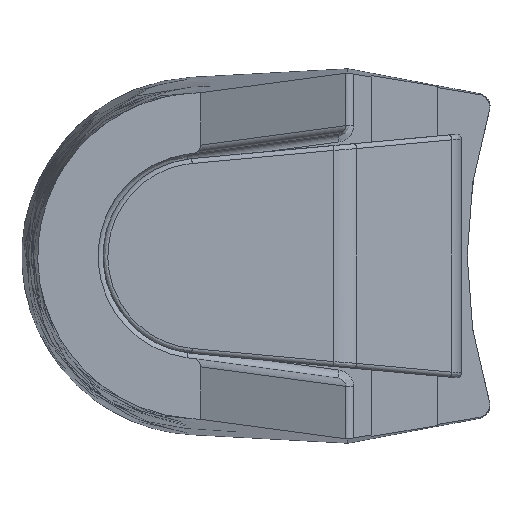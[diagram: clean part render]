
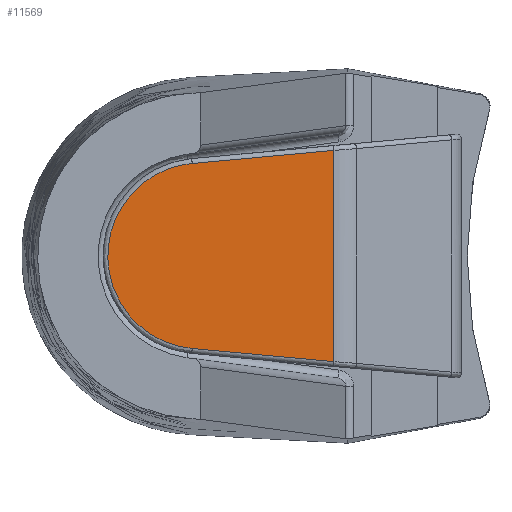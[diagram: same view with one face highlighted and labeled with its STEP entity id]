
A CAD part, front view. The second image highlights one B-rep face of the part: STEP entity #11569.
In plain terms, the highlighted planar face has unit normal (0, -1, 0).
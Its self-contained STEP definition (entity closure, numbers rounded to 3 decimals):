
#653 = CARTESIAN_POINT ( 'NONE',  ( -0.523, 0., 5.676 ) ) ;
#778 = CARTESIAN_POINT ( 'NONE',  ( -0.523, 0., 5.676 ) ) ;
#816 = VERTEX_POINT ( 'NONE', #10069 ) ;
#1162 = CARTESIAN_POINT ( 'NONE',  ( -0.523, 0., 5.676 ) ) ;
#1648 = CARTESIAN_POINT ( 'NONE',  ( 8.172, 0., 6.477 ) ) ;
#2309 = VERTEX_POINT ( 'NONE', #778 ) ;
#3421 = VERTEX_POINT ( 'NONE', #7431 ) ;
#3562 = PLANE ( 'NONE',  #13826 ) ;
#3612 = EDGE_CURVE ( 'NONE', #2309, #11388, #10128, .T. ) ;
#3952 = EDGE_LOOP ( 'NONE', ( #13071, #12421, #6049, #9545 ) ) ;
#4144 = CARTESIAN_POINT ( 'NONE',  ( 8.172, 0., 0. ) ) ;
#4234 = CARTESIAN_POINT ( 'NONE',  ( -10.074, 0., -4.796 ) ) ;
#4273 = DIRECTION ( 'NONE',  ( -0.996, 0., 0.092 ) ) ;
#5099 = DIRECTION ( 'NONE',  ( 0., 0., -1. ) ) ;
#6049 = ORIENTED_EDGE ( 'NONE', *, *, #10226, .F. ) ;
#7431 = CARTESIAN_POINT ( 'NONE',  ( 8.172, 0., -6.477 ) ) ;
#7455 = DIRECTION ( 'NONE',  ( 0.996, 0., 0.092 ) ) ;
#7688 = LINE ( 'NONE', #12114, #12874 ) ;
#8119 = CARTESIAN_POINT ( 'NONE',  ( 0., 0., 0. ) ) ;
#8253 = VECTOR ( 'NONE', #5099, 1000. ) ;
#8979 = FACE_OUTER_BOUND ( 'NONE', #3952, .T. ) ;
#9545 = ORIENTED_EDGE ( 'NONE', *, *, #11157, .F. ) ;
#10069 = CARTESIAN_POINT ( 'NONE',  ( -0.523, 0., -5.676 ) ) ;
#10128 = LINE ( 'NONE', #1162, #10908 ) ;
#10226 = EDGE_CURVE ( 'NONE', #3421, #816, #7688, .T. ) ;
#10302 = DIRECTION ( 'NONE',  ( 0., 0., 1. ) ) ;
#10797 = CARTESIAN_POINT ( 'NONE',  ( -0.523, 0., -5.676 ) ) ;
#10864 = LINE ( 'NONE', #4144, #8253 ) ;
#10908 = VECTOR ( 'NONE', #7455, 1000. ) ;
#11007 = CARTESIAN_POINT ( 'NONE',  ( -10.074, 0., 4.796 ) ) ;
#11157 = EDGE_CURVE ( 'NONE', #11388, #3421, #10864, .T. ) ;
#11388 = VERTEX_POINT ( 'NONE', #1648 ) ;
#11412 =( BOUNDED_CURVE ( )  B_SPLINE_CURVE ( 3, ( #10797, #4234, #11007, #653 ),
 .UNSPECIFIED., .F., .T. ) 
 B_SPLINE_CURVE_WITH_KNOTS ( ( 4, 4 ),
 ( 0., 1. ),
 .UNSPECIFIED. ) 
 CURVE ( )  GEOMETRIC_REPRESENTATION_ITEM ( )  RATIONAL_B_SPLINE_CURVE ( ( 1., 0.395, 0.395, 1. ) ) 
 REPRESENTATION_ITEM ( '' )  );
#11468 = DIRECTION ( 'NONE',  ( 0., 1., 0. ) ) ;
#11569 = ADVANCED_FACE ( 'NONE', ( #8979 ), #3562, .F. ) ;
#12114 = CARTESIAN_POINT ( 'NONE',  ( 8.172, 0., -6.477 ) ) ;
#12421 = ORIENTED_EDGE ( 'NONE', *, *, #13794, .F. ) ;
#12874 = VECTOR ( 'NONE', #4273, 1000. ) ;
#13071 = ORIENTED_EDGE ( 'NONE', *, *, #3612, .F. ) ;
#13794 = EDGE_CURVE ( 'NONE', #816, #2309, #11412, .T. ) ;
#13826 = AXIS2_PLACEMENT_3D ( 'NONE', #8119, #11468, #10302 ) ;
